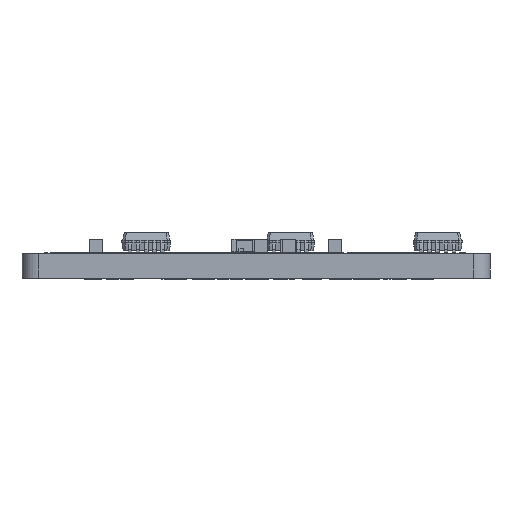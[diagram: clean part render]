
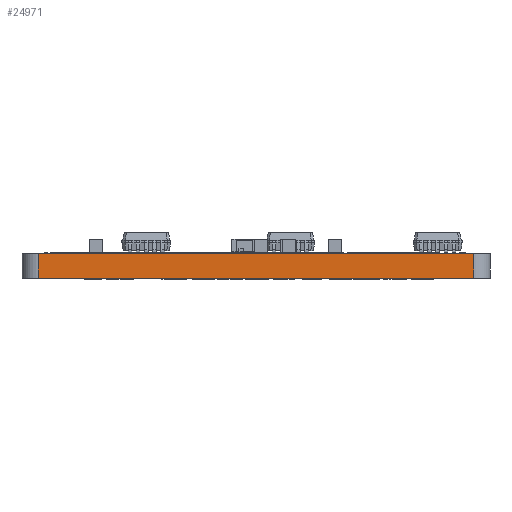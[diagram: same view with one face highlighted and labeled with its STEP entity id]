
A CAD part, front view. The second image highlights one B-rep face of the part: STEP entity #24971.
In plain terms, the highlighted planar face has unit normal (0, -1, 0).
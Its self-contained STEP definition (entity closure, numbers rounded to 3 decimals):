
#22900 = VERTEX_POINT('',#22901);
#22901 = CARTESIAN_POINT('',(-13.3,-17.35,0.));
#22908 = EDGE_CURVE('',#22909,#22900,#22911,.T.);
#22909 = VERTEX_POINT('',#22910);
#22910 = CARTESIAN_POINT('',(13.3,-17.35,0.));
#22911 = LINE('',#22912,#22913);
#22912 = CARTESIAN_POINT('',(13.3,-17.35,0.));
#22913 = VECTOR('',#22914,1.);
#22914 = DIRECTION('',(-1.,0.,0.));
#23922 = VERTEX_POINT('',#23923);
#23923 = CARTESIAN_POINT('',(-13.3,-17.35,1.51));
#23930 = EDGE_CURVE('',#23931,#23922,#23933,.T.);
#23931 = VERTEX_POINT('',#23932);
#23932 = CARTESIAN_POINT('',(13.3,-17.35,1.51));
#23933 = LINE('',#23934,#23935);
#23934 = CARTESIAN_POINT('',(13.3,-17.35,1.51));
#23935 = VECTOR('',#23936,1.);
#23936 = DIRECTION('',(-1.,0.,0.));
#24943 = EDGE_CURVE('',#22909,#23931,#24944,.T.);
#24944 = LINE('',#24945,#24946);
#24945 = CARTESIAN_POINT('',(13.3,-17.35,0.));
#24946 = VECTOR('',#24947,1.);
#24947 = DIRECTION('',(0.,0.,1.));
#24971 = ADVANCED_FACE('',(#24972),#24983,.T.);
#24972 = FACE_BOUND('',#24973,.T.);
#24973 = EDGE_LOOP('',(#24974,#24975,#24976,#24982));
#24974 = ORIENTED_EDGE('',*,*,#24943,.T.);
#24975 = ORIENTED_EDGE('',*,*,#23930,.T.);
#24976 = ORIENTED_EDGE('',*,*,#24977,.F.);
#24977 = EDGE_CURVE('',#22900,#23922,#24978,.T.);
#24978 = LINE('',#24979,#24980);
#24979 = CARTESIAN_POINT('',(-13.3,-17.35,0.));
#24980 = VECTOR('',#24981,1.);
#24981 = DIRECTION('',(0.,0.,1.));
#24982 = ORIENTED_EDGE('',*,*,#22908,.F.);
#24983 = PLANE('',#24984);
#24984 = AXIS2_PLACEMENT_3D('',#24985,#24986,#24987);
#24985 = CARTESIAN_POINT('',(13.3,-17.35,0.));
#24986 = DIRECTION('',(0.,-1.,0.));
#24987 = DIRECTION('',(-1.,0.,0.));
